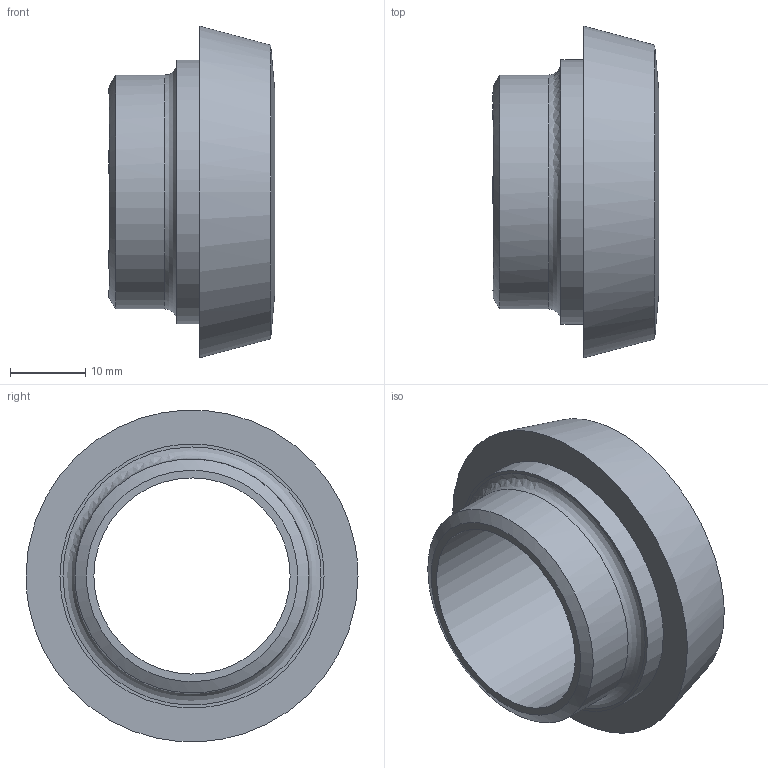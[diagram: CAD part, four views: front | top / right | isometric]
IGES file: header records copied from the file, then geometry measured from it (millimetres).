
Global section: file name: 12025000; native system: Autodesk Inventor 2015; preprocessor: unknown; author: Struska Martin; organization: Bupospol, Armaturka Koukol, spol. s r.o.; date: 20160301.110307; units: millimetre
Bounding box: 22 x 44 x 43.95 mm (x, y, z)
Volume: 11230.8 mm3; surface area: 5801.5 mm2
Topology: 1 solids, 1 shells, 10 faces, 28 edges, 21 vertices
Faces by surface type: bspline 10
